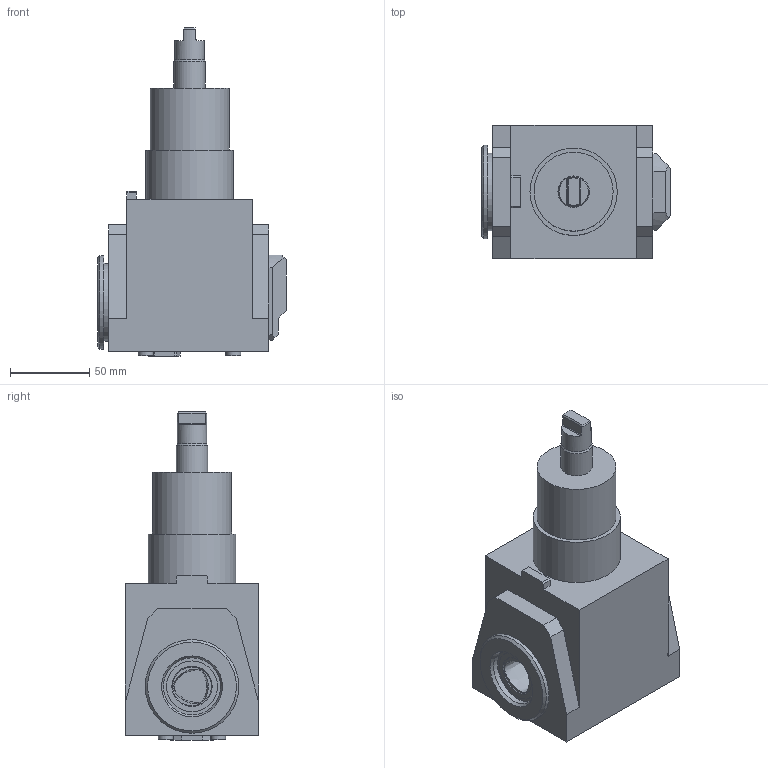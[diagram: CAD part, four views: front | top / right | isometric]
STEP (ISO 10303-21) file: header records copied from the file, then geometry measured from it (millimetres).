
FILE_DESCRIPTION(/* description */ (''),/* implementation_level */ '2;1');
FILE_NAME(/* name */ '1548151550933.stp',/* time_stamp */ '2019-01-22T11:06:04+01:00',/* author */ (''),/* organization */ ('SMS'),/* preprocessor_version */ 'ST-DEVELOPER v15',/* originating_system */ 'SIEMENS PLM Software NX 8.5',/* authorisation */ '');
FILE_SCHEMA (('AUTOMOTIVE_DESIGN { 1 0 10303 214 3 1 1 1 }'));
Length unit declared in the file: millimetre
Products named in the file (1): 202042331mod000_01
Bounding box: 119 x 84 x 206.9 mm (x, y, z)
Volume: 950483.2 mm3; surface area: 71215 mm2
Topology: 1 solids, 1 shells, 94 faces, 230 edges, 154 vertices
Faces by surface type: plane 66, cylinder 21, cone 6, bspline 1
Full cylindrical faces by diameter (mm): 2 x1, 9.5 x4, 18.5 x1, 19.8 x1, 32 x1, 36 x1, 49 x1, 49.8 x1, 55 x1, 59 x1
Entity records: 2918 total; most frequent: CARTESIAN_POINT 739, DIRECTION 432, ORIENTED_EDGE 412, EDGE_CURVE 206, VERTEX_POINT 148, AXIS2_PLACEMENT_3D 145, LINE 142, VECTOR 142
